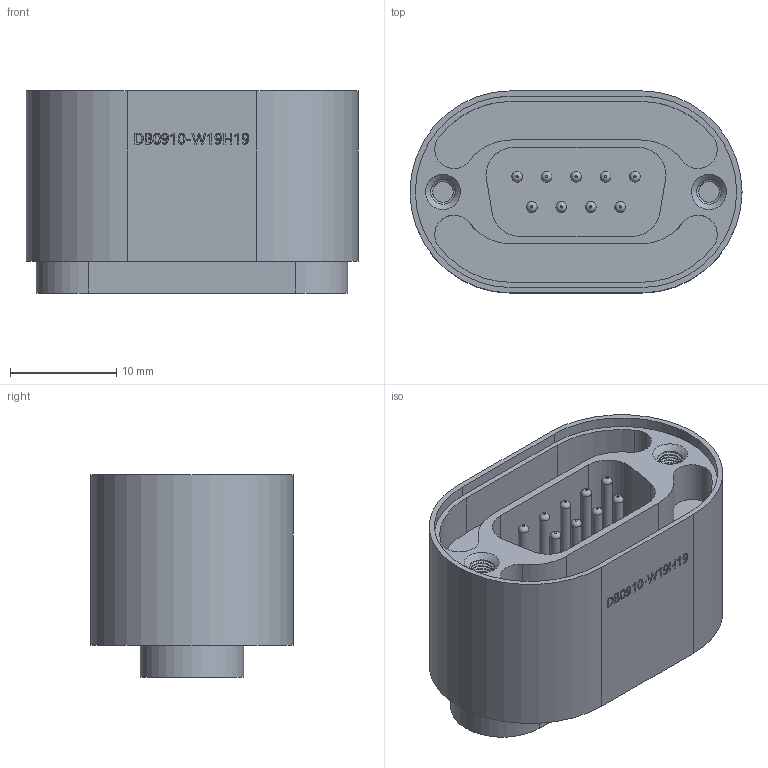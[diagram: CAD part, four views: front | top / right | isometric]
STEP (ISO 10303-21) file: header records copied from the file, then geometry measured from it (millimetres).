
FILE_DESCRIPTION (( 'STEP AP214' ), '1' );
FILE_NAME ('Íâ·¢Ä£ÐÍ-DB0910-W19H19.STEP', '2024-08-16T10:24:08', ( '' ), ( '' ), 'SwSTEP 2.0', 'SolidWorks 2020', '' );
FILE_SCHEMA (( 'AUTOMOTIVE_DESIGN' ));
Length unit declared in the file: millimetre
Products named in the file (3): NDL-D10L17; 俋楷耀倰-DB0910-W19H19; 俋楷耀倰-FL-DB0910-W19H19
Assembly tree (10 placements, depth 2):
  俋楷耀倰-DB0910-W19H19
    俋楷耀倰-FL-DB0910-W19H19
    NDL-D10L17  x9
Bounding box: 31.2 x 19 x 19 mm (x, y, z)
Volume: 6028.3 mm3; surface area: 4590.3 mm2
Topology: 10 solids, 10 shells, 204 faces, 762 edges, 633 vertices
Faces by surface type: plane 108, cylinder 48, bspline 26, torus 18, cone 4
Full cylindrical faces by diameter (mm): 1 x18
Entity records: 19237 total; most frequent: CARTESIAN_POINT 13630, ORIENTED_EDGE 1354, DIRECTION 804, EDGE_CURVE 677, VERTEX_POINT 588, VECTOR 330, LINE 330, EDGE_LOOP 253
